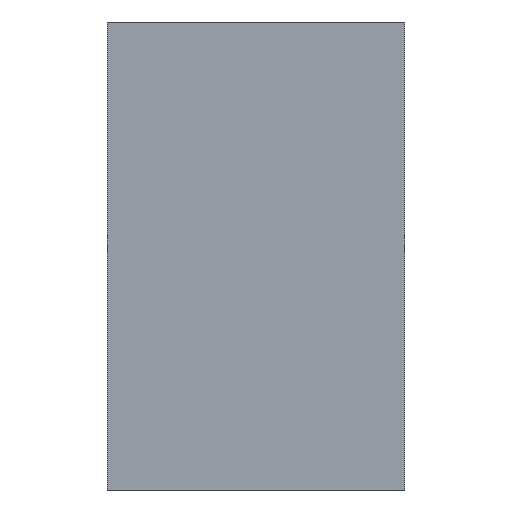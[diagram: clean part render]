
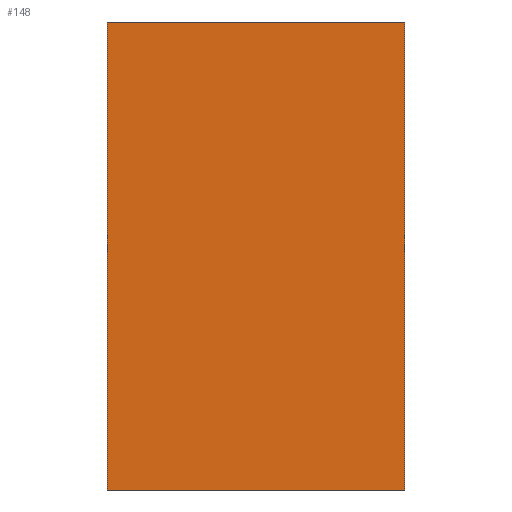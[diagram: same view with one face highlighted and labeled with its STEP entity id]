
A CAD part, front view. The second image highlights one B-rep face of the part: STEP entity #148.
In plain terms, the highlighted face is planar.
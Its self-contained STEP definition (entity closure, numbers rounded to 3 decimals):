
#19 = DIRECTION ( 'NONE',  ( -1., 0., 0. ) ) ;
#23 = DIRECTION ( 'NONE',  ( -1., 0., 0. ) ) ;
#31 = FACE_OUTER_BOUND ( 'NONE', #335, .T. ) ;
#50 = PLANE ( 'NONE',  #292 ) ;
#62 = CARTESIAN_POINT ( 'NONE',  ( -50.8, 25.4, -40. ) ) ;
#68 = VECTOR ( 'NONE', #344, 1000. ) ;
#93 = EDGE_CURVE ( 'NONE', #448, #227, #442, .T. ) ;
#96 = ORIENTED_EDGE ( 'NONE', *, *, #137, .F. ) ;
#123 = LINE ( 'NONE', #309, #224 ) ;
#126 = ORIENTED_EDGE ( 'NONE', *, *, #347, .T. ) ;
#137 = EDGE_CURVE ( 'NONE', #262, #379, #308, .T. ) ;
#148 = ADVANCED_FACE ( 'NONE', ( #31 ), #50, .T. ) ;
#164 = ORIENTED_EDGE ( 'NONE', *, *, #93, .T. ) ;
#187 = CARTESIAN_POINT ( 'NONE',  ( -50.8, 25.4, 0. ) ) ;
#202 = CARTESIAN_POINT ( 'NONE',  ( -50.8, 25.4, 0. ) ) ;
#224 = VECTOR ( 'NONE', #19, 1000. ) ;
#227 = VERTEX_POINT ( 'NONE', #233 ) ;
#233 = CARTESIAN_POINT ( 'NONE',  ( -50.8, 25.4, 40. ) ) ;
#238 = CARTESIAN_POINT ( 'NONE',  ( 0., 25.4, 0. ) ) ;
#256 = DIRECTION ( 'NONE',  ( 0., 0., 1. ) ) ;
#257 = CARTESIAN_POINT ( 'NONE',  ( -50.8, 25.4, -40. ) ) ;
#262 = VERTEX_POINT ( 'NONE', #297 ) ;
#264 = VECTOR ( 'NONE', #409, 1000. ) ;
#292 = AXIS2_PLACEMENT_3D ( 'NONE', #187, #296, #256 ) ;
#296 = DIRECTION ( 'NONE',  ( 0., 1., 0. ) ) ;
#297 = CARTESIAN_POINT ( 'NONE',  ( 0., 25.4, -40. ) ) ;
#308 = LINE ( 'NONE', #238, #68 ) ;
#309 = CARTESIAN_POINT ( 'NONE',  ( -50.8, 25.4, 40. ) ) ;
#316 = VECTOR ( 'NONE', #23, 1000. ) ;
#335 = EDGE_LOOP ( 'NONE', ( #381, #96, #126, #164 ) ) ;
#336 = LINE ( 'NONE', #62, #316 ) ;
#344 = DIRECTION ( 'NONE',  ( 0., 0., 1. ) ) ;
#347 = EDGE_CURVE ( 'NONE', #262, #448, #336, .T. ) ;
#379 = VERTEX_POINT ( 'NONE', #443 ) ;
#381 = ORIENTED_EDGE ( 'NONE', *, *, #429, .F. ) ;
#409 = DIRECTION ( 'NONE',  ( 0., 0., 1. ) ) ;
#429 = EDGE_CURVE ( 'NONE', #379, #227, #123, .T. ) ;
#442 = LINE ( 'NONE', #202, #264 ) ;
#443 = CARTESIAN_POINT ( 'NONE',  ( 0., 25.4, 40. ) ) ;
#448 = VERTEX_POINT ( 'NONE', #257 ) ;
